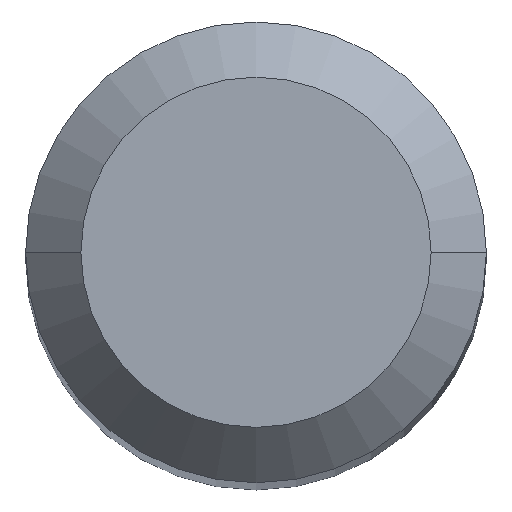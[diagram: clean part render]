
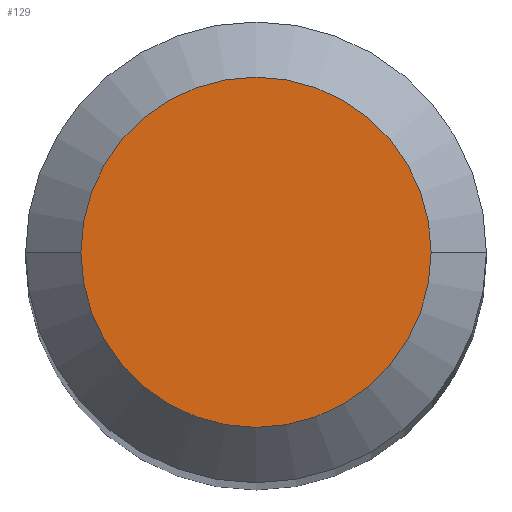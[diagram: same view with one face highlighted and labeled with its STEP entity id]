
A CAD part, top view. The second image highlights one B-rep face of the part: STEP entity #129.
In plain terms, the highlighted planar face has unit normal (0, 0, 1).
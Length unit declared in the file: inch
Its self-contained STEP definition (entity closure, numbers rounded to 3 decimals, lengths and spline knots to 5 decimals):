
#13 = CARTESIAN_POINT ( 'NONE',  ( 0.0475, 0., 1.5 ) ) ;
#34 = DIRECTION ( 'NONE',  ( 0., 0., 1. ) ) ;
#35 = EDGE_CURVE ( 'NONE', #120, #51, #44, .T. ) ;
#40 = EDGE_CURVE ( 'NONE', #51, #120, #214, .T. ) ;
#44 = CIRCLE ( 'NONE', #134, 0.0475 ) ;
#51 = VERTEX_POINT ( 'NONE', #13 ) ;
#60 = ORIENTED_EDGE ( 'NONE', *, *, #35, .T. ) ;
#71 = FACE_OUTER_BOUND ( 'NONE', #148, .T. ) ;
#84 = DIRECTION ( 'NONE',  ( 1., 0., 0. ) ) ;
#86 = DIRECTION ( 'NONE',  ( 1., 0., 0. ) ) ;
#87 = PLANE ( 'NONE',  #196 ) ;
#90 = CARTESIAN_POINT ( 'NONE',  ( 0., 0., 1.5 ) ) ;
#110 = CARTESIAN_POINT ( 'NONE',  ( -0.0475, 0., 1.5 ) ) ;
#118 = AXIS2_PLACEMENT_3D ( 'NONE', #194, #125, #263 ) ;
#120 = VERTEX_POINT ( 'NONE', #110 ) ;
#125 = DIRECTION ( 'NONE',  ( 0., 0., 1. ) ) ;
#129 = ADVANCED_FACE ( 'NONE', ( #71 ), #87, .T. ) ;
#134 = AXIS2_PLACEMENT_3D ( 'NONE', #197, #34, #84 ) ;
#148 = EDGE_LOOP ( 'NONE', ( #60, #210 ) ) ;
#174 = DIRECTION ( 'NONE',  ( 0., 0., 1. ) ) ;
#194 = CARTESIAN_POINT ( 'NONE',  ( 0., 0., 1.5 ) ) ;
#196 = AXIS2_PLACEMENT_3D ( 'NONE', #90, #174, #86 ) ;
#197 = CARTESIAN_POINT ( 'NONE',  ( 0., 0., 1.5 ) ) ;
#210 = ORIENTED_EDGE ( 'NONE', *, *, #40, .T. ) ;
#214 = CIRCLE ( 'NONE', #118, 0.0475 ) ;
#263 = DIRECTION ( 'NONE',  ( 1., 0., 0. ) ) ;
